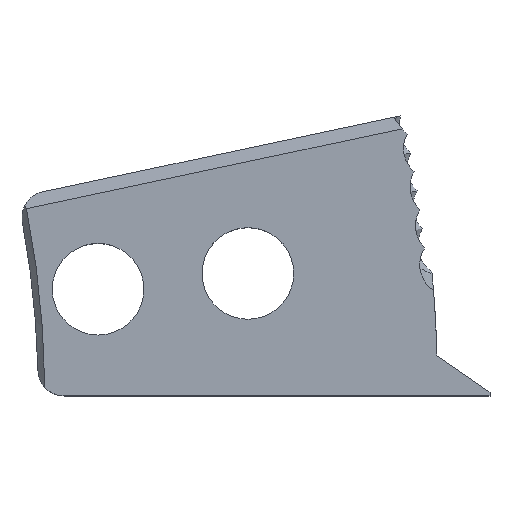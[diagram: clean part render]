
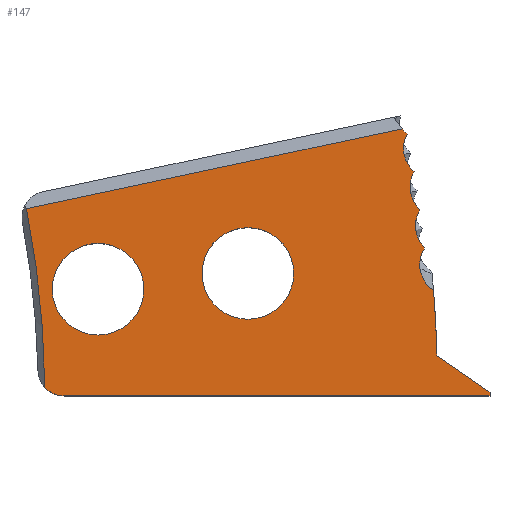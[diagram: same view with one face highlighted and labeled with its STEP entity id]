
A CAD part, top view. The second image highlights one B-rep face of the part: STEP entity #147.
In plain terms, the highlighted planar face has unit normal (0, 0, 1).
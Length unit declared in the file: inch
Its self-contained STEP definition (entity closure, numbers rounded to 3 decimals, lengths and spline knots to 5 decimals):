
#6 = CARTESIAN_POINT ( 'NONE',  ( 5.56336, 0.58473, 0. ) ) ;
#10 = CARTESIAN_POINT ( 'NONE',  ( 5.56336, 0.58473, 0. ) ) ;
#29 = CARTESIAN_POINT ( 'NONE',  ( 6.38426, 0.88871, 0. ) ) ;
#45 = CARTESIAN_POINT ( 'NONE',  ( 0., 0., 0. ) ) ;
#68 = VERTEX_POINT ( 'NONE', #374 ) ;
#72 = CARTESIAN_POINT ( 'NONE',  ( 6.45519, 1.18125, 0. ) ) ;
#91 = ORIENTED_EDGE ( 'NONE', *, *, #1085, .F. ) ;
#96 = VERTEX_POINT ( 'NONE', #386 ) ;
#118 = LINE ( 'NONE', #1127, #577 ) ;
#120 = DIRECTION ( 'NONE',  ( 1., 0., 0. ) ) ;
#122 = EDGE_CURVE ( 'NONE', #596, #144, #886, .T. ) ;
#123 = ORIENTED_EDGE ( 'NONE', *, *, #580, .T. ) ;
#125 = DIRECTION ( 'NONE',  ( 1., 0., 0. ) ) ;
#128 = CARTESIAN_POINT ( 'NONE',  ( 5.06704, 0.50958, 0. ) ) ;
#133 = DIRECTION ( 'NONE',  ( 1., 0., 0. ) ) ;
#136 = ORIENTED_EDGE ( 'NONE', *, *, #247, .T. ) ;
#144 = VERTEX_POINT ( 'NONE', #306 ) ;
#147 = ADVANCED_FACE ( 'NONE', ( #702, #1100, #207 ), #1113, .T. ) ;
#159 = CIRCLE ( 'NONE', #397, 0.21875 ) ;
#161 = EDGE_LOOP ( 'NONE', ( #977, #541, #123, #91, #351, #136, #1269, #837, #677, #245, #752, #1170 ) ) ;
#165 = CARTESIAN_POINT ( 'NONE',  ( 4.84829, 0.50958, 0. ) ) ;
#184 = EDGE_CURVE ( 'NONE', #453, #1003, #1106, .T. ) ;
#207 = FACE_OUTER_BOUND ( 'NONE', #161, .T. ) ;
#222 = DIRECTION ( 'NONE',  ( -0.826, 0.564, 0. ) ) ;
#224 = AXIS2_PLACEMENT_3D ( 'NONE', #836, #230, #120 ) ;
#227 = ORIENTED_EDGE ( 'NONE', *, *, #1070, .F. ) ;
#228 = CARTESIAN_POINT ( 'NONE',  ( 6.3564, 1.06996, 0. ) ) ;
#229 = DIRECTION ( 'NONE',  ( 0., 0., 1. ) ) ;
#230 = DIRECTION ( 'NONE',  ( 0., 0., 1. ) ) ;
#232 = EDGE_CURVE ( 'NONE', #1082, #96, #271, .T. ) ;
#245 = ORIENTED_EDGE ( 'NONE', *, *, #387, .F. ) ;
#247 = EDGE_CURVE ( 'NONE', #1003, #144, #1278, .T. ) ;
#271 = CIRCLE ( 'NONE', #826, 4.594 ) ;
#276 = DIRECTION ( 'NONE',  ( 0., 0., 1. ) ) ;
#290 = EDGE_CURVE ( 'NONE', #734, #1063, #159, .T. ) ;
#306 = CARTESIAN_POINT ( 'NONE',  ( 6.4494, 0.50314, 0. ) ) ;
#312 = DIRECTION ( 'NONE',  ( 0., 0., 1. ) ) ;
#321 = ORIENTED_EDGE ( 'NONE', *, *, #921, .F. ) ;
#325 = VECTOR ( 'NONE', #331, 39.37008 ) ;
#329 = DIRECTION ( 'NONE',  ( 0., 0., -1. ) ) ;
#331 = DIRECTION ( 'NONE',  ( 0., -1., 0. ) ) ;
#332 = EDGE_LOOP ( 'NONE', ( #321, #357 ) ) ;
#346 = EDGE_CURVE ( 'NONE', #96, #68, #490, .T. ) ;
#347 = CIRCLE ( 'NONE', #715, 0.21875 ) ;
#348 = VERTEX_POINT ( 'NONE', #651 ) ;
#351 = ORIENTED_EDGE ( 'NONE', *, *, #184, .T. ) ;
#356 = CARTESIAN_POINT ( 'NONE',  ( 6.4662, 0.19045, 0. ) ) ;
#357 = ORIENTED_EDGE ( 'NONE', *, *, #290, .F. ) ;
#369 = CIRCLE ( 'NONE', #900, 0.14881 ) ;
#374 = CARTESIAN_POINT ( 'NONE',  ( 4.68633, 0., 0. ) ) ;
#386 = CARTESIAN_POINT ( 'NONE',  ( 4.59382, 0.04094, 0. ) ) ;
#387 = EDGE_CURVE ( 'NONE', #1035, #914, #692, .T. ) ;
#392 = CIRCLE ( 'NONE', #579, 0.21875 ) ;
#397 = AXIS2_PLACEMENT_3D ( 'NONE', #165, #966, #855 ) ;
#407 = DIRECTION ( 'NONE',  ( 1., 0., 0. ) ) ;
#412 = DIRECTION ( 'NONE',  ( 0., 0., 1. ) ) ;
#453 = VERTEX_POINT ( 'NONE', #794 ) ;
#455 = EDGE_CURVE ( 'NONE', #857, #1035, #1272, .T. ) ;
#457 = LINE ( 'NONE', #990, #862 ) ;
#466 = DIRECTION ( 'NONE',  ( 0., 0., 1. ) ) ;
#478 = EDGE_LOOP ( 'NONE', ( #1092, #227 ) ) ;
#489 = CARTESIAN_POINT ( 'NONE',  ( 6.29987, 1.27518, 0. ) ) ;
#490 = CIRCLE ( 'NONE', #653, 0.125 ) ;
#507 = AXIS2_PLACEMENT_3D ( 'NONE', #872, #1088, #600 ) ;
#525 = EDGE_CURVE ( 'NONE', #955, #596, #369, .T. ) ;
#529 = CARTESIAN_POINT ( 'NONE',  ( 6.40696, 0.70674, 0. ) ) ;
#541 = ORIENTED_EDGE ( 'NONE', *, *, #346, .T. ) ;
#577 = VECTOR ( 'NONE', #125, 39.37008 ) ;
#579 = AXIS2_PLACEMENT_3D ( 'NONE', #805, #1195, #608 ) ;
#580 = EDGE_CURVE ( 'NONE', #68, #888, #118, .T. ) ;
#596 = VERTEX_POINT ( 'NONE', #529 ) ;
#600 = DIRECTION ( 'NONE',  ( 1., 0., 0. ) ) ;
#606 = DIRECTION ( 'NONE',  ( 1., 0., 0. ) ) ;
#608 = DIRECTION ( 'NONE',  ( 1., 0., 0. ) ) ;
#621 = DIRECTION ( 'NONE',  ( 1., 0., 0. ) ) ;
#651 = CARTESIAN_POINT ( 'NONE',  ( 5.34461, 0.58473, 0. ) ) ;
#652 = EDGE_CURVE ( 'NONE', #1232, #348, #347, .T. ) ;
#653 = AXIS2_PLACEMENT_3D ( 'NONE', #744, #659, #1037 ) ;
#659 = DIRECTION ( 'NONE',  ( 0., 0., 1. ) ) ;
#674 = CARTESIAN_POINT ( 'NONE',  ( 6.53239, 0.62666, 0. ) ) ;
#677 = ORIENTED_EDGE ( 'NONE', *, *, #1193, .F. ) ;
#691 = DIRECTION ( 'NONE',  ( -0.978, -0.208, 0. ) ) ;
#692 = CIRCLE ( 'NONE', #1209, 0.14881 ) ;
#702 = FACE_BOUND ( 'NONE', #478, .T. ) ;
#715 = AXIS2_PLACEMENT_3D ( 'NONE', #10, #412, #1197 ) ;
#734 = VERTEX_POINT ( 'NONE', #1250 ) ;
#743 = AXIS2_PLACEMENT_3D ( 'NONE', #1226, #312, #606 ) ;
#744 = CARTESIAN_POINT ( 'NONE',  ( 4.68633, 0.125, 0. ) ) ;
#752 = ORIENTED_EDGE ( 'NONE', *, *, #455, .F. ) ;
#781 = EDGE_CURVE ( 'NONE', #857, #1082, #457, .T. ) ;
#784 = CIRCLE ( 'NONE', #743, 0.14881 ) ;
#794 = CARTESIAN_POINT ( 'NONE',  ( 6.719, 0.018, 0. ) ) ;
#805 = CARTESIAN_POINT ( 'NONE',  ( 4.84829, 0.50958, 0. ) ) ;
#809 = CARTESIAN_POINT ( 'NONE',  ( 6.719, 0.018, 0. ) ) ;
#815 = DIRECTION ( 'NONE',  ( 1., 0., 0. ) ) ;
#826 = AXIS2_PLACEMENT_3D ( 'NONE', #1224, #329, #1005 ) ;
#829 = CARTESIAN_POINT ( 'NONE',  ( 5.78211, 0.58473, 0. ) ) ;
#830 = DIRECTION ( 'NONE',  ( 0., 0., 1. ) ) ;
#836 = CARTESIAN_POINT ( 'NONE',  ( 0., 0., 0. ) ) ;
#837 = ORIENTED_EDGE ( 'NONE', *, *, #525, .F. ) ;
#838 = CARTESIAN_POINT ( 'NONE',  ( 6.32339, 1.25034, 0. ) ) ;
#855 = DIRECTION ( 'NONE',  ( 1., 0., 0. ) ) ;
#857 = VERTEX_POINT ( 'NONE', #489 ) ;
#862 = VECTOR ( 'NONE', #691, 39.37008 ) ;
#866 = DIRECTION ( 'NONE',  ( 1., 0., 0. ) ) ;
#872 = CARTESIAN_POINT ( 'NONE',  ( 6.41897, 1.36439, 0. ) ) ;
#886 = CIRCLE ( 'NONE', #1218, 0.14881 ) ;
#888 = VERTEX_POINT ( 'NONE', #978 ) ;
#900 = AXIS2_PLACEMENT_3D ( 'NONE', #1119, #229, #133 ) ;
#904 = DIRECTION ( 'NONE',  ( 0., 0., 1. ) ) ;
#914 = VERTEX_POINT ( 'NONE', #228 ) ;
#918 = CARTESIAN_POINT ( 'NONE',  ( 4.50619, 0.89392, 0. ) ) ;
#921 = EDGE_CURVE ( 'NONE', #1063, #734, #392, .T. ) ;
#944 = AXIS2_PLACEMENT_3D ( 'NONE', #6, #904, #815 ) ;
#955 = VERTEX_POINT ( 'NONE', #29 ) ;
#966 = DIRECTION ( 'NONE',  ( 0., 0., 1. ) ) ;
#977 = ORIENTED_EDGE ( 'NONE', *, *, #232, .T. ) ;
#978 = CARTESIAN_POINT ( 'NONE',  ( 6.719, 0., 0. ) ) ;
#990 = CARTESIAN_POINT ( 'NONE',  ( 4.47628, 0.88757, 0. ) ) ;
#999 = LINE ( 'NONE', #809, #325 ) ;
#1003 = VERTEX_POINT ( 'NONE', #356 ) ;
#1005 = DIRECTION ( 'NONE',  ( 1., 0., 0. ) ) ;
#1035 = VERTEX_POINT ( 'NONE', #838 ) ;
#1037 = DIRECTION ( 'NONE',  ( 1., 0., 0. ) ) ;
#1057 = AXIS2_PLACEMENT_3D ( 'NONE', #45, #830, #621 ) ;
#1063 = VERTEX_POINT ( 'NONE', #128 ) ;
#1070 = EDGE_CURVE ( 'NONE', #348, #1232, #1071, .T. ) ;
#1071 = CIRCLE ( 'NONE', #944, 0.21875 ) ;
#1082 = VERTEX_POINT ( 'NONE', #918 ) ;
#1085 = EDGE_CURVE ( 'NONE', #453, #888, #999, .T. ) ;
#1088 = DIRECTION ( 'NONE',  ( 0., 0., 1. ) ) ;
#1092 = ORIENTED_EDGE ( 'NONE', *, *, #652, .F. ) ;
#1100 = FACE_BOUND ( 'NONE', #332, .T. ) ;
#1106 = LINE ( 'NONE', #1121, #1116 ) ;
#1113 = PLANE ( 'NONE',  #1057 ) ;
#1116 = VECTOR ( 'NONE', #222, 39.37008 ) ;
#1119 = CARTESIAN_POINT ( 'NONE',  ( 6.51192, 0.81223, 0. ) ) ;
#1121 = CARTESIAN_POINT ( 'NONE',  ( 6.719, 0.018, 0. ) ) ;
#1127 = CARTESIAN_POINT ( 'NONE',  ( 4.563, 0., 0. ) ) ;
#1170 = ORIENTED_EDGE ( 'NONE', *, *, #781, .T. ) ;
#1193 = EDGE_CURVE ( 'NONE', #914, #955, #784, .T. ) ;
#1195 = DIRECTION ( 'NONE',  ( 0., 0., 1. ) ) ;
#1197 = DIRECTION ( 'NONE',  ( 1., 0., 0. ) ) ;
#1209 = AXIS2_PLACEMENT_3D ( 'NONE', #72, #466, #866 ) ;
#1218 = AXIS2_PLACEMENT_3D ( 'NONE', #674, #276, #407 ) ;
#1224 = CARTESIAN_POINT ( 'NONE',  ( 0., 0., 0. ) ) ;
#1226 = CARTESIAN_POINT ( 'NONE',  ( 6.48618, 0.99714, 0. ) ) ;
#1232 = VERTEX_POINT ( 'NONE', #829 ) ;
#1250 = CARTESIAN_POINT ( 'NONE',  ( 4.62954, 0.50958, 0. ) ) ;
#1269 = ORIENTED_EDGE ( 'NONE', *, *, #122, .F. ) ;
#1272 = CIRCLE ( 'NONE', #507, 0.14881 ) ;
#1278 = CIRCLE ( 'NONE', #224, 6.469 ) ;
